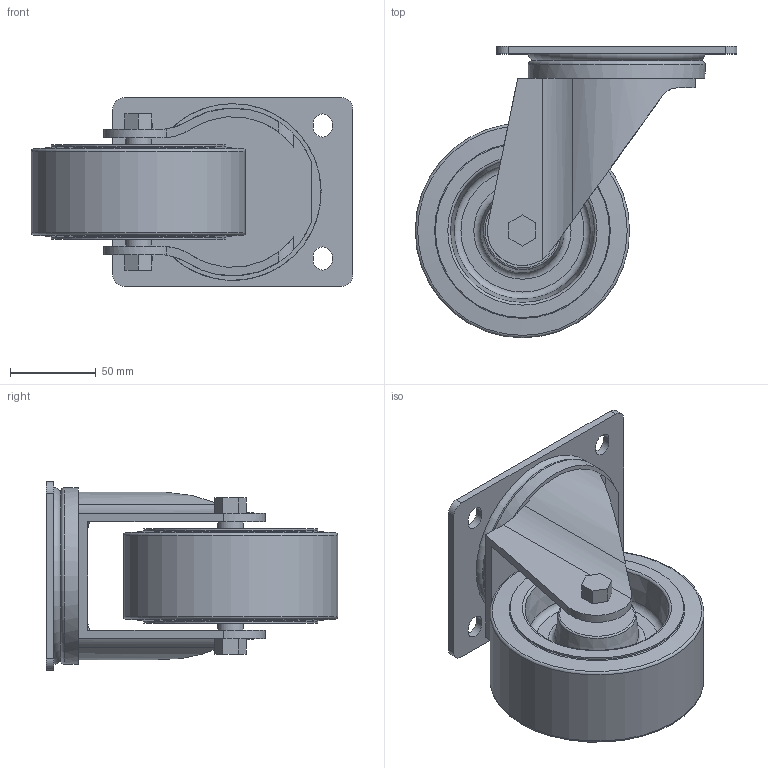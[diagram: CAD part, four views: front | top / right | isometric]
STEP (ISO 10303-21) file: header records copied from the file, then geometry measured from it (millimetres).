
FILE_DESCRIPTION(/* description */ ('STEP AP214'),/* implementation_level */ '2;1');
FILE_NAME(/* name */ 'K1763.125500',/* time_stamp */ '2025-06-24T14:21:52+02:00',/* author */ ('License CC BY-ND 4.0'),/* organization */ ('CADENAS'),/* preprocessor_version */ 'ST-DEVELOPER v19.3',/* originating_system */ 'PARTsolutions',/* authorisation */ ' ');
FILE_SCHEMA (('AUTOMOTIVE_DESIGN {1 0 10303 214 3 1 1}'));
Length unit declared in the file: millimetre
Products named in the file (1): K1763.125500
Bounding box: 187.5 x 170 x 110 mm (x, y, z)
Volume: 787547.1 mm3; surface area: 129606.8 mm2
Topology: 1 solids, 1 shells, 96 faces, 235 edges, 151 vertices
Faces by surface type: plane 46, cylinder 30, torus 14, cone 6
Full cylindrical faces by diameter (mm): 15.02 x2, 101.562 x2, 103.04 x1, 125 x1
Entity records: 2755 total; most frequent: CARTESIAN_POINT 488, DIRECTION 478, ORIENTED_EDGE 416, EDGE_CURVE 208, AXIS2_PLACEMENT_3D 181, VERTEX_POINT 150, EDGE_LOOP 142, FACE_BOUND 142
